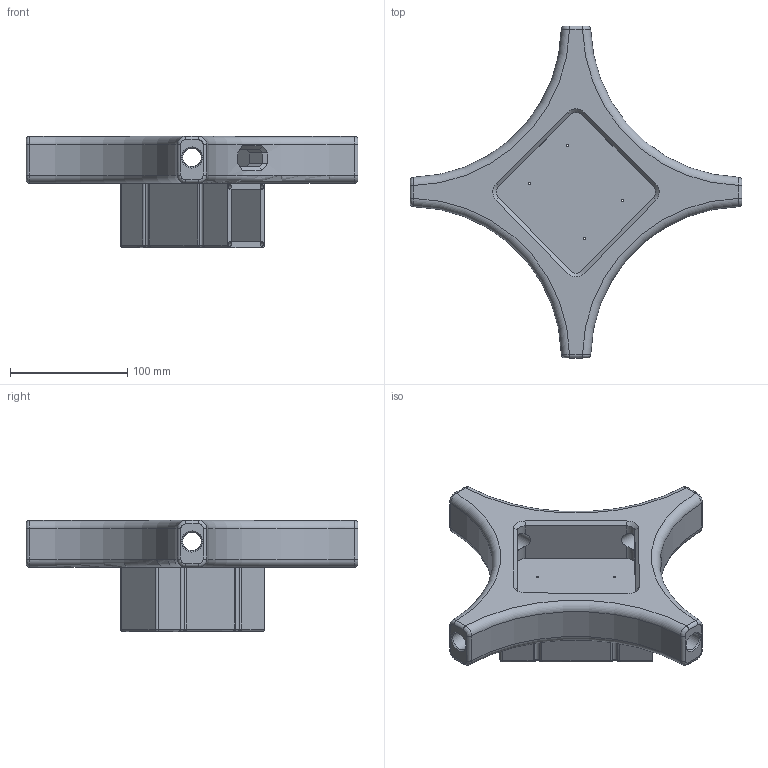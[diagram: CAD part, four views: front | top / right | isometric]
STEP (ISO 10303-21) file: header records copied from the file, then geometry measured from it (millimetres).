
FILE_DESCRIPTION(('FreeCAD Model'),'2;1');
FILE_NAME('Open CASCADE Shape Model','2025-11-14T03:16:56',('Author'),( ''),'Open CASCADE STEP processor 7.8','FreeCAD','Unknown');
FILE_SCHEMA(('AUTOMOTIVE_DESIGN { 1 0 10303 214 1 1 1 1 }'));
Length unit declared in the file: millimetre
Products named in the file (1): Chamfer002
Bounding box: 283.6 x 283.6 x 95 mm (x, y, z)
Volume: 776196.1 mm3; surface area: 154229.2 mm2
Topology: 1 solids, 1 shells, 185 faces, 469 edges, 278 vertices
Faces by surface type: cylinder 61, plane 54, bspline 44, torus 14, cone 10, sphere 2
Full cylindrical faces by diameter (mm): 2 x4, 4 x4, 16 x4
Entity records: 12095 total; most frequent: CARTESIAN_POINT 8113, ORIENTED_EDGE 918, DIRECTION 749, EDGE_CURVE 459, AXIS2_PLACEMENT_3D 284, VERTEX_POINT 278, FACE_BOUND 205, EDGE_LOOP 205
